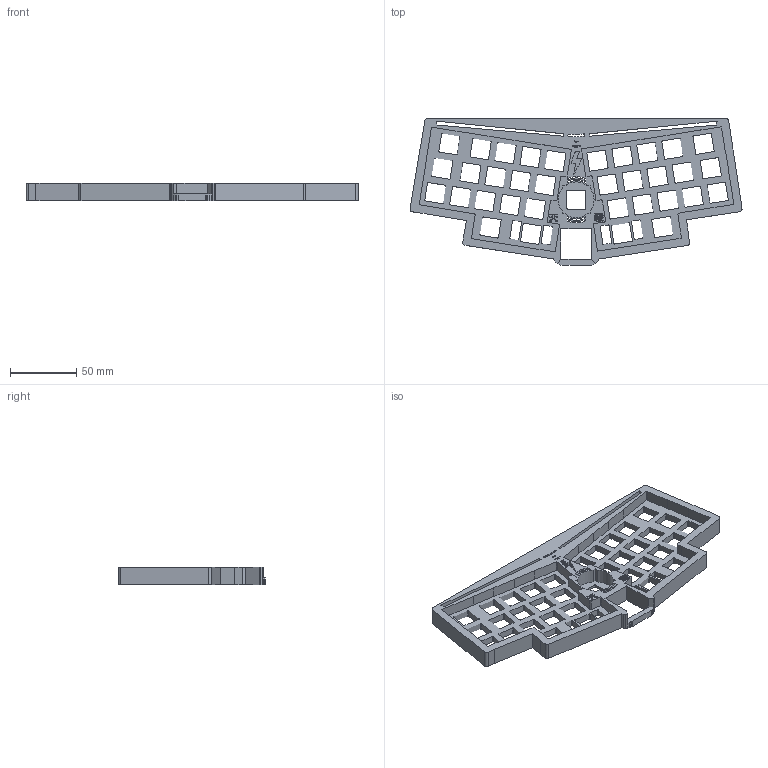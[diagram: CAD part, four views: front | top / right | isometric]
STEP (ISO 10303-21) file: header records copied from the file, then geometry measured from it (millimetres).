
FILE_DESCRIPTION(/* description */ (''),/* implementation_level */ '2;1');
FILE_NAME(/* name */ 'CyKlops Top Case.step',/* time_stamp */ '2024-09-27T11:25:48-07:00',/* author */ (''),/* organization */ (''),/* preprocessor_version */ 'ST-DEVELOPER v20',/* originating_system */ 'Autodesk Translation Framework v13.20.0.188',/* authorisation */ '');
FILE_SCHEMA (('AUTOMOTIVE_DESIGN { 1 0 10303 214 3 1 1 }'));
Products named in the file (1): CLOPS Case
Bounding box: 250.35 x 110.77 x 13 mm (x, y, z)
Volume: 115327.8 mm3; surface area: 64270.6 mm2
Topology: 1 solids, 1 shells, 2124 faces, 6292 edges, 4193 vertices
Faces by surface type: plane 2088, cylinder 36
Full cylindrical faces by diameter (mm): 3.2 x10
Entity records: 69802 total; most frequent: CARTESIAN_POINT 12610, ORIENTED_EDGE 12584, DIRECTION 10614, EDGE_CURVE 6292, LINE 6220, VECTOR 6220, VERTEX_POINT 4193, EDGE_LOOP 2247
